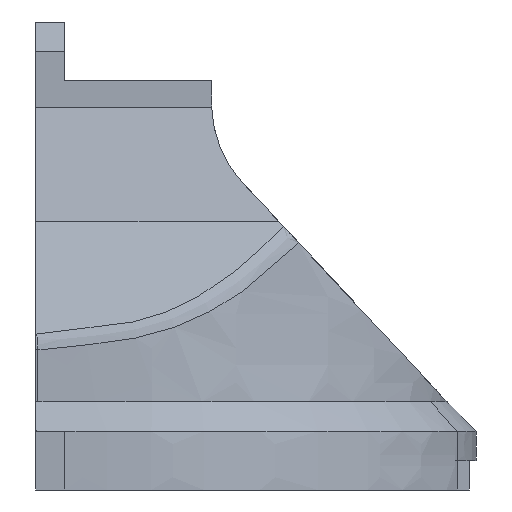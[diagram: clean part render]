
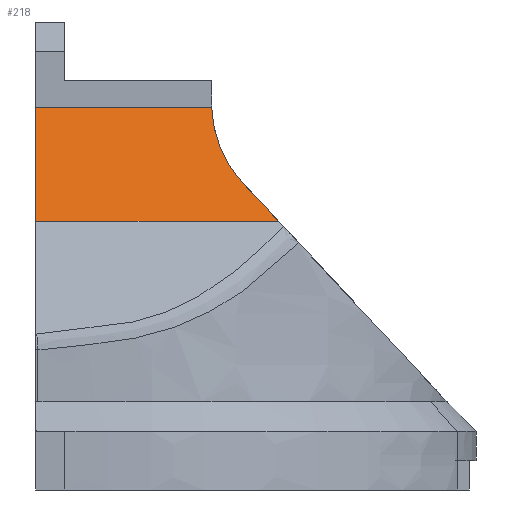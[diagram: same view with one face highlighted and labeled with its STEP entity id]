
A CAD part, front view. The second image highlights one B-rep face of the part: STEP entity #218.
In plain terms, the highlighted planar face has unit normal (0, -0.946, 0.323).
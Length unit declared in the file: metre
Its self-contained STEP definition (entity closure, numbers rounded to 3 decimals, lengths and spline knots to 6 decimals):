
#218 = ADVANCED_FACE( '', ( #471 ), #472, .T. );
#471 = FACE_OUTER_BOUND( '', #1542, .T. );
#472 = PLANE( '', #1543 );
#1542 = EDGE_LOOP( '', ( #5099, #5100, #5101, #5102, #5103 ) );
#1543 = AXIS2_PLACEMENT_3D( '', #5104, #5105, #5106 );
#5099 = ORIENTED_EDGE( '', *, *, #5812, .F. );
#5100 = ORIENTED_EDGE( '', *, *, #5667, .T. );
#5101 = ORIENTED_EDGE( '', *, *, #5813, .T. );
#5102 = ORIENTED_EDGE( '', *, *, #5737, .T. );
#5103 = ORIENTED_EDGE( '', *, *, #5814, .F. );
#5104 = CARTESIAN_POINT( '', ( -0.0475, -0.043663, 0.039904 ) );
#5105 = DIRECTION( '', ( 0., -0.946, 0.323 ) );
#5106 = DIRECTION( '', ( 0., -0.323, -0.946 ) );
#5667 = EDGE_CURVE( '', #6060, #6066, #6068, .T. );
#5737 = EDGE_CURVE( '', #6170, #6172, #6174, .F. );
#5812 = EDGE_CURVE( '', #6060, #6283, #6284, .T. );
#5813 = EDGE_CURVE( '', #6066, #6170, #6285, .T. );
#5814 = EDGE_CURVE( '', #6283, #6172, #6286, .T. );
#6060 = VERTEX_POINT( '', #7168 );
#6066 = VERTEX_POINT( '', #7246 );
#6068 = LINE( '', #7249, #7250 );
#6170 = VERTEX_POINT( '', #7662 );
#6172 = VERTEX_POINT( '', #7665 );
#6174 = ELLIPSE( '', #7667, 0.021136, 0.02 );
#6283 = VERTEX_POINT( '', #8042 );
#6284 = LINE( '', #8043, #8044 );
#6285 = LINE( '', #8045, #8046 );
#6286 = LINE( '', #8047, #8048 );
#7168 = CARTESIAN_POINT( '', ( 0., -0.046955, 0.030271 ) );
#7246 = CARTESIAN_POINT( '', ( 0.041353, -0.046955, 0.030271 ) );
#7249 = CARTESIAN_POINT( '', ( -0.0475, -0.046955, 0.030271 ) );
#7250 = VECTOR( '', #8685, 1. );
#7662 = CARTESIAN_POINT( '', ( 0.035339, -0.044752, 0.036717 ) );
#7665 = CARTESIAN_POINT( '', ( 0.029979, -0.04037, 0.049537 ) );
#7667 = AXIS2_PLACEMENT_3D( '', #8738, #8739, #8740 );
#8042 = CARTESIAN_POINT( '', ( 0., -0.04037, 0.049537 ) );
#8043 = CARTESIAN_POINT( '', ( 0., -0.043663, 0.039904 ) );
#8044 = VECTOR( '', #8783, 1. );
#8045 = CARTESIAN_POINT( '', ( 0.030437, -0.042956, 0.041971 ) );
#8046 = VECTOR( '', #8784, 1. );
#8047 = CARTESIAN_POINT( '', ( -0.0475, -0.04037, 0.049537 ) );
#8048 = VECTOR( '', #8785, 1. );
#8685 = DIRECTION( '', ( 1., 0., 0. ) );
#8738 = CARTESIAN_POINT( '', ( 0.049962, -0.040089, 0.050361 ) );
#8739 = DIRECTION( '', ( 0., -0.946, 0.323 ) );
#8740 = DIRECTION( '', ( 0., 0.323, 0.946 ) );
#8783 = DIRECTION( '', ( 0., 0.323, 0.946 ) );
#8784 = DIRECTION( '', ( -0.662, 0.242, 0.709 ) );
#8785 = DIRECTION( '', ( 1., 0., 0. ) );
